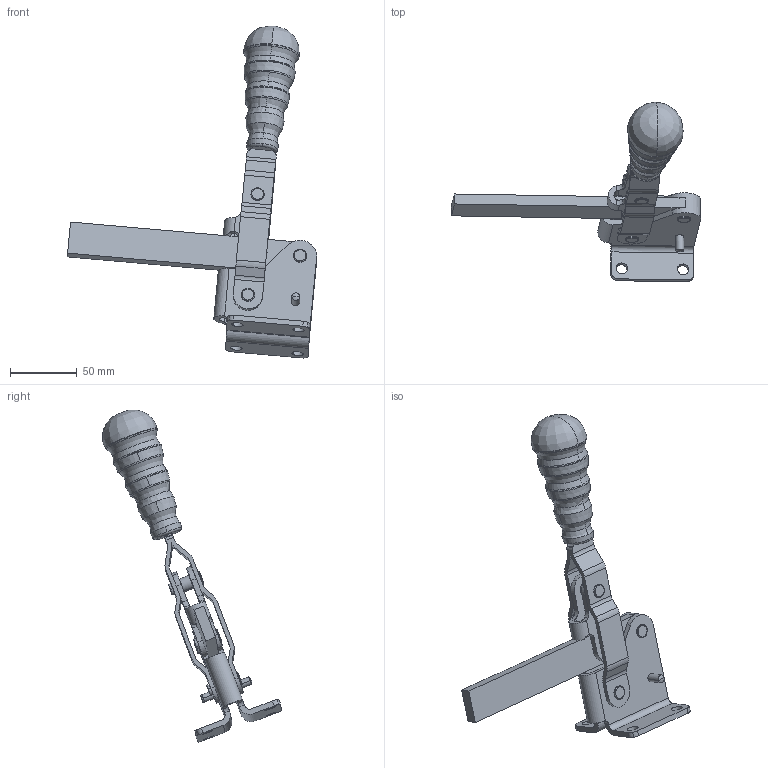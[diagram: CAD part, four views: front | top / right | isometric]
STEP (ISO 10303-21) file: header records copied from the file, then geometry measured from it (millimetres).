
FILE_DESCRIPTION((''),'2;1');
FILE_NAME('215F.0.stp','2005-08-29T15:21:23',('CAD'),(''),'Autodesk Inventor 8','Autodesk Inventor 8','');
FILE_SCHEMA(('AUTOMOTIVE_DESIGN { 1 0 10303 214 1 1 1 1 }'));
Length unit declared in the file: millimetre
Products named in the file (1): Part27
Bounding box: 186.55 x 134.21 x 248.55 mm (x, y, z)
Volume: 191456.7 mm3; surface area: 68701.3 mm2
Topology: 1 solids, 6 shells, 1173 faces, 3522 edges, 2150 vertices
Faces by surface type: plane 661, cone 308, cylinder 130, bspline 48, torus 24, sphere 2
Entity records: 41371 total; most frequent: CARTESIAN_POINT 10236, ORIENTED_EDGE 7020, DIRECTION 6533, EDGE_CURVE 3510, AXIS2_PLACEMENT_3D 2476, VERTEX_POINT 2150, VECTOR 1581, LINE 1581
